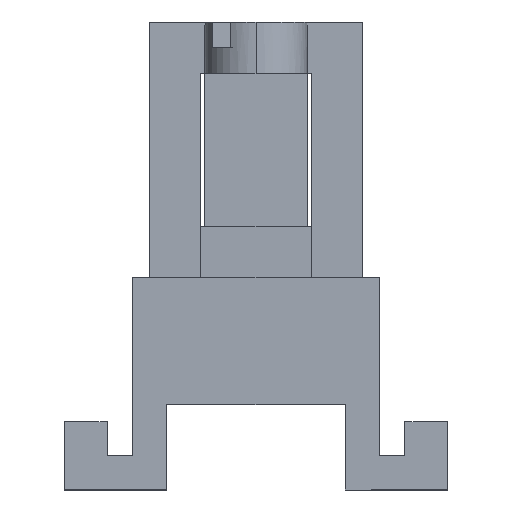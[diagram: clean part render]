
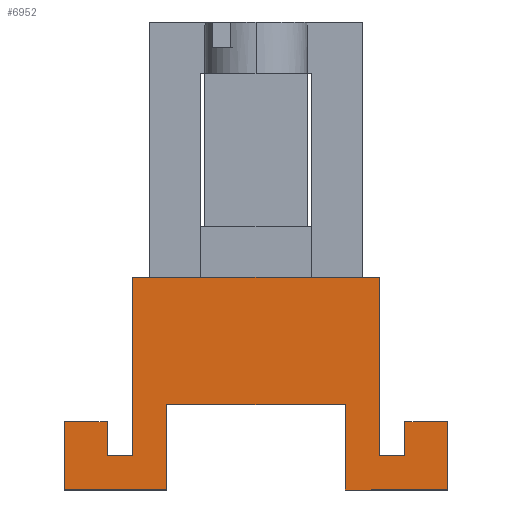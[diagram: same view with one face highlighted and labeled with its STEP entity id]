
A CAD part, left-side view. The second image highlights one B-rep face of the part: STEP entity #6952.
In plain terms, the highlighted planar face has unit normal (-1, 0, 0).
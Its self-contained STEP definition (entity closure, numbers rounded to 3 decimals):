
#119 = ORIENTED_EDGE ( 'NONE', *, *, #1571, .F. ) ;
#176 = EDGE_CURVE ( 'NONE', #1461, #1644, #5313, .T. ) ;
#250 = LINE ( 'NONE', #4375, #6056 ) ;
#406 = VERTEX_POINT ( 'NONE', #3602 ) ;
#505 = LINE ( 'NONE', #3360, #6302 ) ;
#638 = LINE ( 'NONE', #4668, #3464 ) ;
#639 = DIRECTION ( 'NONE',  ( 0., -1., 0. ) ) ;
#665 = VERTEX_POINT ( 'NONE', #1815 ) ;
#670 = LINE ( 'NONE', #1689, #2005 ) ;
#682 = ORIENTED_EDGE ( 'NONE', *, *, #5369, .F. ) ;
#684 = DIRECTION ( 'NONE',  ( 0., 0., -1. ) ) ;
#721 = EDGE_CURVE ( 'NONE', #665, #5063, #638, .T. ) ;
#794 = CARTESIAN_POINT ( 'NONE',  ( -25., -5.25, 0. ) ) ;
#813 = DIRECTION ( 'NONE',  ( 0., 1., 0. ) ) ;
#895 = LINE ( 'NONE', #7039, #5993 ) ;
#907 = DIRECTION ( 'NONE',  ( 0., 0., -1. ) ) ;
#917 = VERTEX_POINT ( 'NONE', #3312 ) ;
#940 = DIRECTION ( 'NONE',  ( 0., 0., 1. ) ) ;
#998 = CARTESIAN_POINT ( 'NONE',  ( -25., -7.25, -13.5 ) ) ;
#1054 = DIRECTION ( 'NONE',  ( 0., -1., 0. ) ) ;
#1154 = VECTOR ( 'NONE', #1453, 1000. ) ;
#1213 = CARTESIAN_POINT ( 'NONE',  ( -25., 7.25, -13.5 ) ) ;
#1343 = VERTEX_POINT ( 'NONE', #998 ) ;
#1369 = ORIENTED_EDGE ( 'NONE', *, *, #2237, .T. ) ;
#1432 = CARTESIAN_POINT ( 'NONE',  ( -25., 8.75, 0. ) ) ;
#1453 = DIRECTION ( 'NONE',  ( 0., 0., 1. ) ) ;
#1454 = ORIENTED_EDGE ( 'NONE', *, *, #5735, .T. ) ;
#1455 = CARTESIAN_POINT ( 'NONE',  ( -25., 11.25, -15.5 ) ) ;
#1461 = VERTEX_POINT ( 'NONE', #5818 ) ;
#1571 = EDGE_CURVE ( 'NONE', #2774, #1343, #4652, .T. ) ;
#1644 = VERTEX_POINT ( 'NONE', #3255 ) ;
#1646 = VECTOR ( 'NONE', #1054, 1000. ) ;
#1689 = CARTESIAN_POINT ( 'NONE',  ( -25., 11.25, -3. ) ) ;
#1790 = VERTEX_POINT ( 'NONE', #6120 ) ;
#1815 = CARTESIAN_POINT ( 'NONE',  ( -25., -5.25, -10.5 ) ) ;
#1833 = LINE ( 'NONE', #794, #3132 ) ;
#1916 = CARTESIAN_POINT ( 'NONE',  ( -25., 0., -13.5 ) ) ;
#1947 = EDGE_CURVE ( 'NONE', #406, #6826, #3246, .T. ) ;
#2005 = VECTOR ( 'NONE', #2241, 1000. ) ;
#2008 = DIRECTION ( 'NONE',  ( 0., -1., 0. ) ) ;
#2207 = CARTESIAN_POINT ( 'NONE',  ( -25., -11.25, -15.5 ) ) ;
#2237 = EDGE_CURVE ( 'NONE', #1644, #5726, #505, .T. ) ;
#2241 = DIRECTION ( 'NONE',  ( 0., -1., 0. ) ) ;
#2275 = EDGE_CURVE ( 'NONE', #406, #2774, #670, .T. ) ;
#2277 = VECTOR ( 'NONE', #2008, 1000. ) ;
#2378 = EDGE_CURVE ( 'NONE', #1790, #5776, #5246, .T. ) ;
#2505 = CARTESIAN_POINT ( 'NONE',  ( -25., 0., -13.5 ) ) ;
#2570 = CARTESIAN_POINT ( 'NONE',  ( -25., 5.25, 0. ) ) ;
#2577 = ORIENTED_EDGE ( 'NONE', *, *, #176, .T. ) ;
#2581 = EDGE_CURVE ( 'NONE', #1790, #665, #1833, .T. ) ;
#2657 = LINE ( 'NONE', #2570, #1154 ) ;
#2720 = CARTESIAN_POINT ( 'NONE',  ( -25., 11.25, -15.5 ) ) ;
#2774 = VERTEX_POINT ( 'NONE', #4377 ) ;
#2805 = ORIENTED_EDGE ( 'NONE', *, *, #2378, .T. ) ;
#3096 = CARTESIAN_POINT ( 'NONE',  ( -25., 11.25, -15.5 ) ) ;
#3132 = VECTOR ( 'NONE', #4157, 1000. ) ;
#3164 = VECTOR ( 'NONE', #907, 1000. ) ;
#3246 = LINE ( 'NONE', #4051, #6728 ) ;
#3255 = CARTESIAN_POINT ( 'NONE',  ( -25., 8.75, -11.5 ) ) ;
#3259 = LINE ( 'NONE', #1916, #4563 ) ;
#3260 = ORIENTED_EDGE ( 'NONE', *, *, #2275, .F. ) ;
#3296 = DIRECTION ( 'NONE',  ( 0., 0., 1. ) ) ;
#3312 = CARTESIAN_POINT ( 'NONE',  ( -25., -8.75, -11.5 ) ) ;
#3326 = LINE ( 'NONE', #6088, #1646 ) ;
#3357 = CARTESIAN_POINT ( 'NONE',  ( -25., 11.25, -15.5 ) ) ;
#3360 = CARTESIAN_POINT ( 'NONE',  ( -25., 0., -11.5 ) ) ;
#3366 = LINE ( 'NONE', #3357, #4854 ) ;
#3464 = VECTOR ( 'NONE', #4095, 1000. ) ;
#3467 = EDGE_CURVE ( 'NONE', #6826, #1461, #5570, .T. ) ;
#3526 = EDGE_CURVE ( 'NONE', #5696, #917, #895, .T. ) ;
#3602 = CARTESIAN_POINT ( 'NONE',  ( -25., 7.25, -3. ) ) ;
#3656 = DIRECTION ( 'NONE',  ( 0., 0., -1. ) ) ;
#3818 = VECTOR ( 'NONE', #940, 1000. ) ;
#4010 = EDGE_CURVE ( 'NONE', #4889, #5063, #2657, .T. ) ;
#4051 = CARTESIAN_POINT ( 'NONE',  ( -25., 7.25, 0. ) ) ;
#4095 = DIRECTION ( 'NONE',  ( 0., 1., 0. ) ) ;
#4103 = ORIENTED_EDGE ( 'NONE', *, *, #4010, .T. ) ;
#4157 = DIRECTION ( 'NONE',  ( 0., 0., 1. ) ) ;
#4244 = DIRECTION ( 'NONE',  ( 0., 0., 1. ) ) ;
#4287 = ORIENTED_EDGE ( 'NONE', *, *, #6027, .F. ) ;
#4375 = CARTESIAN_POINT ( 'NONE',  ( -25., -11.25, -15.5 ) ) ;
#4377 = CARTESIAN_POINT ( 'NONE',  ( -25., -7.25, -3. ) ) ;
#4541 = AXIS2_PLACEMENT_3D ( 'NONE', #3096, #7003, #3656 ) ;
#4563 = VECTOR ( 'NONE', #6384, 1000. ) ;
#4566 = CARTESIAN_POINT ( 'NONE',  ( -25., 11.25, -15.5 ) ) ;
#4652 = LINE ( 'NONE', #6493, #3164 ) ;
#4668 = CARTESIAN_POINT ( 'NONE',  ( -25., 0., -10.5 ) ) ;
#4674 = VERTEX_POINT ( 'NONE', #2720 ) ;
#4854 = VECTOR ( 'NONE', #6680, 1000. ) ;
#4889 = VERTEX_POINT ( 'NONE', #6640 ) ;
#5053 = DIRECTION ( 'NONE',  ( 0., 1., 0. ) ) ;
#5063 = VERTEX_POINT ( 'NONE', #5814 ) ;
#5246 = LINE ( 'NONE', #4566, #6716 ) ;
#5293 = ORIENTED_EDGE ( 'NONE', *, *, #6486, .T. ) ;
#5313 = LINE ( 'NONE', #1432, #3818 ) ;
#5369 = EDGE_CURVE ( 'NONE', #4674, #5726, #3366, .T. ) ;
#5454 = VERTEX_POINT ( 'NONE', #6946 ) ;
#5475 = CARTESIAN_POINT ( 'NONE',  ( -25., -8.75, -13.5 ) ) ;
#5509 = ORIENTED_EDGE ( 'NONE', *, *, #3467, .T. ) ;
#5520 = CARTESIAN_POINT ( 'NONE',  ( -25., 11.25, -11.5 ) ) ;
#5570 = LINE ( 'NONE', #2505, #6858 ) ;
#5696 = VERTEX_POINT ( 'NONE', #5475 ) ;
#5726 = VERTEX_POINT ( 'NONE', #5520 ) ;
#5735 = EDGE_CURVE ( 'NONE', #5776, #5454, #250, .T. ) ;
#5776 = VERTEX_POINT ( 'NONE', #2207 ) ;
#5814 = CARTESIAN_POINT ( 'NONE',  ( -25., 5.25, -10.5 ) ) ;
#5818 = CARTESIAN_POINT ( 'NONE',  ( -25., 8.75, -13.5 ) ) ;
#5993 = VECTOR ( 'NONE', #4244, 1000. ) ;
#6027 = EDGE_CURVE ( 'NONE', #1343, #5696, #3259, .T. ) ;
#6056 = VECTOR ( 'NONE', #3296, 1000. ) ;
#6088 = CARTESIAN_POINT ( 'NONE',  ( -25., 0., -11.5 ) ) ;
#6120 = CARTESIAN_POINT ( 'NONE',  ( -25., -5.25, -15.5 ) ) ;
#6302 = VECTOR ( 'NONE', #5053, 1000. ) ;
#6303 = FACE_OUTER_BOUND ( 'NONE', #6392, .T. ) ;
#6354 = ORIENTED_EDGE ( 'NONE', *, *, #7139, .F. ) ;
#6384 = DIRECTION ( 'NONE',  ( 0., -1., 0. ) ) ;
#6392 = EDGE_LOOP ( 'NONE', ( #6948, #2805, #1454, #6354, #6644, #4287, #119, #3260, #6445, #5509, #2577, #1369, #682, #5293, #4103, #7145 ) ) ;
#6425 = PLANE ( 'NONE',  #4541 ) ;
#6445 = ORIENTED_EDGE ( 'NONE', *, *, #1947, .T. ) ;
#6486 = EDGE_CURVE ( 'NONE', #4674, #4889, #6553, .T. ) ;
#6493 = CARTESIAN_POINT ( 'NONE',  ( -25., -7.25, 0. ) ) ;
#6553 = LINE ( 'NONE', #1455, #2277 ) ;
#6640 = CARTESIAN_POINT ( 'NONE',  ( -25., 5.25, -15.5 ) ) ;
#6644 = ORIENTED_EDGE ( 'NONE', *, *, #3526, .F. ) ;
#6680 = DIRECTION ( 'NONE',  ( 0., 0., 1. ) ) ;
#6716 = VECTOR ( 'NONE', #639, 1000. ) ;
#6728 = VECTOR ( 'NONE', #684, 1000. ) ;
#6826 = VERTEX_POINT ( 'NONE', #1213 ) ;
#6858 = VECTOR ( 'NONE', #813, 1000. ) ;
#6946 = CARTESIAN_POINT ( 'NONE',  ( -25., -11.25, -11.5 ) ) ;
#6948 = ORIENTED_EDGE ( 'NONE', *, *, #2581, .F. ) ;
#6952 = ADVANCED_FACE ( 'NONE', ( #6303 ), #6425, .F. ) ;
#7003 = DIRECTION ( 'NONE',  ( 1., 0., 0. ) ) ;
#7039 = CARTESIAN_POINT ( 'NONE',  ( -25., -8.75, 0. ) ) ;
#7139 = EDGE_CURVE ( 'NONE', #917, #5454, #3326, .T. ) ;
#7145 = ORIENTED_EDGE ( 'NONE', *, *, #721, .F. ) ;
